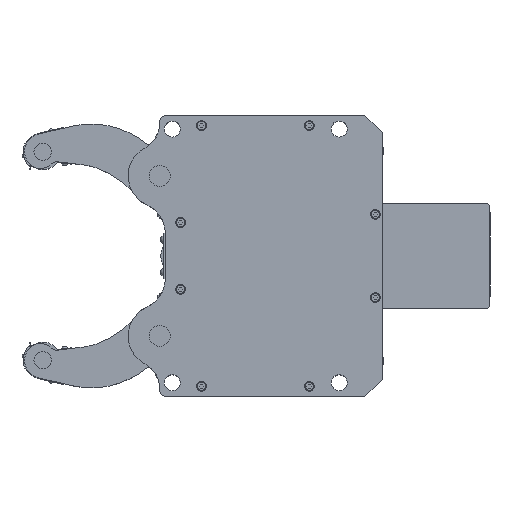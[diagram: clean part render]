
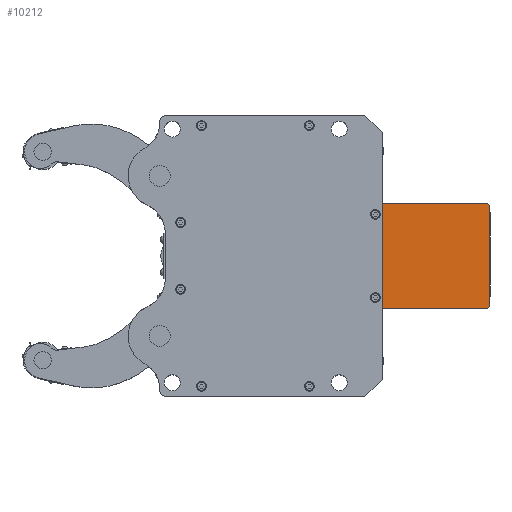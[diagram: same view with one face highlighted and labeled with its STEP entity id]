
A CAD part, top view. The second image highlights one B-rep face of the part: STEP entity #10212.
In plain terms, the highlighted planar face has unit normal (0, 0, 1).
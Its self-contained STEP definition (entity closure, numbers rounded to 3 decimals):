
#113 = CARTESIAN_POINT ( 'NONE',  ( 466.117, 2300.659, 22.5 ) ) ;
#353 = DIRECTION ( 'NONE',  ( 1., 0., 0. ) ) ;
#809 = DIRECTION ( 'NONE',  ( 0.707, -0.707, 0. ) ) ;
#1891 = CARTESIAN_POINT ( 'NONE',  ( 311.117, 2303.659, 22.5 ) ) ;
#2895 = VERTEX_POINT ( 'NONE', #5126 ) ;
#2944 = PLANE ( 'NONE',  #29241 ) ;
#4744 = VERTEX_POINT ( 'NONE', #12442 ) ;
#4776 = CARTESIAN_POINT ( 'NONE',  ( 311.117, 2153.659, 22.5 ) ) ;
#5126 = CARTESIAN_POINT ( 'NONE',  ( 463.117, 2303.659, 22.5 ) ) ;
#5211 = VERTEX_POINT ( 'NONE', #23414 ) ;
#5846 = LINE ( 'NONE', #16396, #6525 ) ;
#6525 = VECTOR ( 'NONE', #26889, 1000. ) ;
#6976 = LINE ( 'NONE', #17515, #25132 ) ;
#7071 = VECTOR ( 'NONE', #15318, 1000. ) ;
#8482 = ORIENTED_EDGE ( 'NONE', *, *, #27007, .F. ) ;
#8740 = DIRECTION ( 'NONE',  ( -1., 0., 0. ) ) ;
#10212 = ADVANCED_FACE ( 'NONE', ( #26563 ), #2944, .T. ) ;
#10612 = DIRECTION ( 'NONE',  ( 0., -1., 0. ) ) ;
#12442 = CARTESIAN_POINT ( 'NONE',  ( 463.117, 2153.659, 22.5 ) ) ;
#13021 = VERTEX_POINT ( 'NONE', #1891 ) ;
#13460 = CARTESIAN_POINT ( 'NONE',  ( 0., 0., 22.5 ) ) ;
#13468 = EDGE_CURVE ( 'NONE', #25681, #13021, #28374, .T. ) ;
#13743 = VECTOR ( 'NONE', #809, 1000. ) ;
#13790 = VECTOR ( 'NONE', #8740, 1000. ) ;
#13923 = LINE ( 'NONE', #24424, #13743 ) ;
#14181 = CARTESIAN_POINT ( 'NONE',  ( 311.117, 2153.659, 22.5 ) ) ;
#14737 = ORIENTED_EDGE ( 'NONE', *, *, #27331, .F. ) ;
#15062 = ORIENTED_EDGE ( 'NONE', *, *, #13468, .F. ) ;
#15318 = DIRECTION ( 'NONE',  ( 0., 1., 0. ) ) ;
#16396 = CARTESIAN_POINT ( 'NONE',  ( 311.117, 2303.659, 22.5 ) ) ;
#17151 = CARTESIAN_POINT ( 'NONE',  ( 466.117, 2156.659, 22.5 ) ) ;
#17515 = CARTESIAN_POINT ( 'NONE',  ( 466.117, 2156.659, 22.5 ) ) ;
#18732 = VECTOR ( 'NONE', #10612, 1000. ) ;
#21401 = VERTEX_POINT ( 'NONE', #17151 ) ;
#21848 = LINE ( 'NONE', #32287, #13790 ) ;
#22585 = ORIENTED_EDGE ( 'NONE', *, *, #28824, .F. ) ;
#23414 = CARTESIAN_POINT ( 'NONE',  ( 466.117, 2300.659, 22.5 ) ) ;
#23683 = EDGE_CURVE ( 'NONE', #4744, #25681, #21848, .T. ) ;
#23715 = LINE ( 'NONE', #113, #18732 ) ;
#23883 = EDGE_LOOP ( 'NONE', ( #31617, #22585, #14737, #8482, #33366, #15062 ) ) ;
#23961 = DIRECTION ( 'NONE',  ( 0., 0., 1. ) ) ;
#24424 = CARTESIAN_POINT ( 'NONE',  ( 463.117, 2303.659, 22.5 ) ) ;
#25132 = VECTOR ( 'NONE', #27993, 1000. ) ;
#25681 = VERTEX_POINT ( 'NONE', #14181 ) ;
#26020 = EDGE_CURVE ( 'NONE', #13021, #2895, #5846, .T. ) ;
#26563 = FACE_OUTER_BOUND ( 'NONE', #23883, .T. ) ;
#26889 = DIRECTION ( 'NONE',  ( 1., 0., 0. ) ) ;
#27007 = EDGE_CURVE ( 'NONE', #2895, #5211, #13923, .T. ) ;
#27331 = EDGE_CURVE ( 'NONE', #5211, #21401, #23715, .T. ) ;
#27993 = DIRECTION ( 'NONE',  ( -0.707, -0.707, 0. ) ) ;
#28374 = LINE ( 'NONE', #4776, #7071 ) ;
#28824 = EDGE_CURVE ( 'NONE', #21401, #4744, #6976, .T. ) ;
#29241 = AXIS2_PLACEMENT_3D ( 'NONE', #13460, #23961, #353 ) ;
#31617 = ORIENTED_EDGE ( 'NONE', *, *, #23683, .F. ) ;
#32287 = CARTESIAN_POINT ( 'NONE',  ( 463.117, 2153.659, 22.5 ) ) ;
#33366 = ORIENTED_EDGE ( 'NONE', *, *, #26020, .F. ) ;
